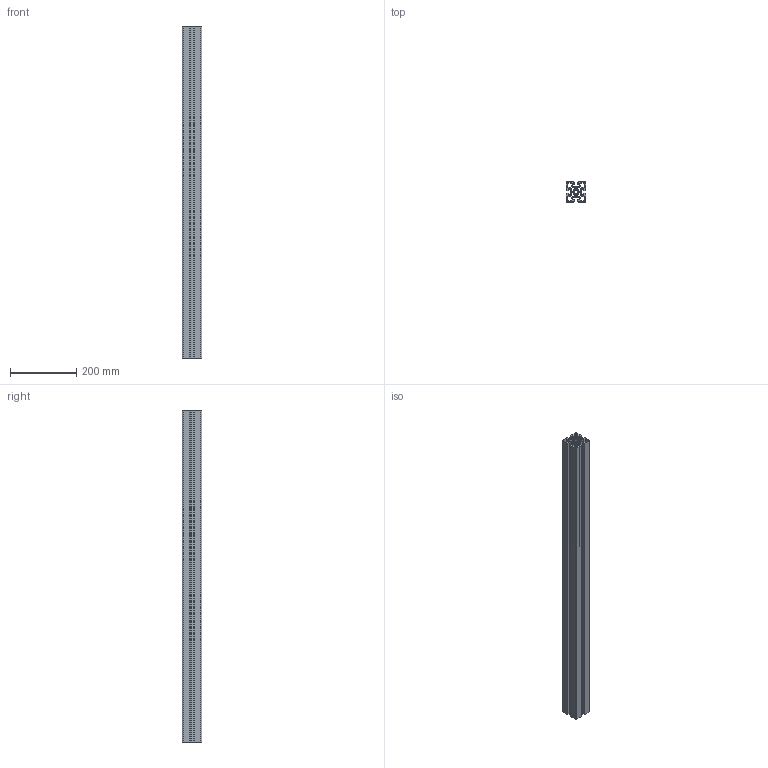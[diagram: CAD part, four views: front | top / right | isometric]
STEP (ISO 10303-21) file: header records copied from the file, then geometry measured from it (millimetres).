
FILE_DESCRIPTION (( 'STEP AP214' ), '1' );
FILE_NAME ('1.0606.4.spss.STEP', '2025-06-16T16:05:34', ( '' ), ( '' ), 'SwSTEP 2.0', 'SolidWorks 2023', '' );
FILE_SCHEMA (( 'AUTOMOTIVE_DESIGN' ));
Length unit declared in the file: millimetre
Products named in the file (1): 1.0606.4.spss
Bounding box: 60 x 60 x 1000 mm (x, y, z)
Volume: 1388820.2 mm3; surface area: 814491.3 mm2
Topology: 1 solids, 1 shells, 147 faces, 435 edges, 290 vertices
Faces by surface type: plane 74, cylinder 73
Entity records: 4998 total; most frequent: DIRECTION 877, CARTESIAN_POINT 873, ORIENTED_EDGE 870, EDGE_CURVE 435, AXIS2_PLACEMENT_3D 294, VERTEX_POINT 290, LINE 289, VECTOR 289
